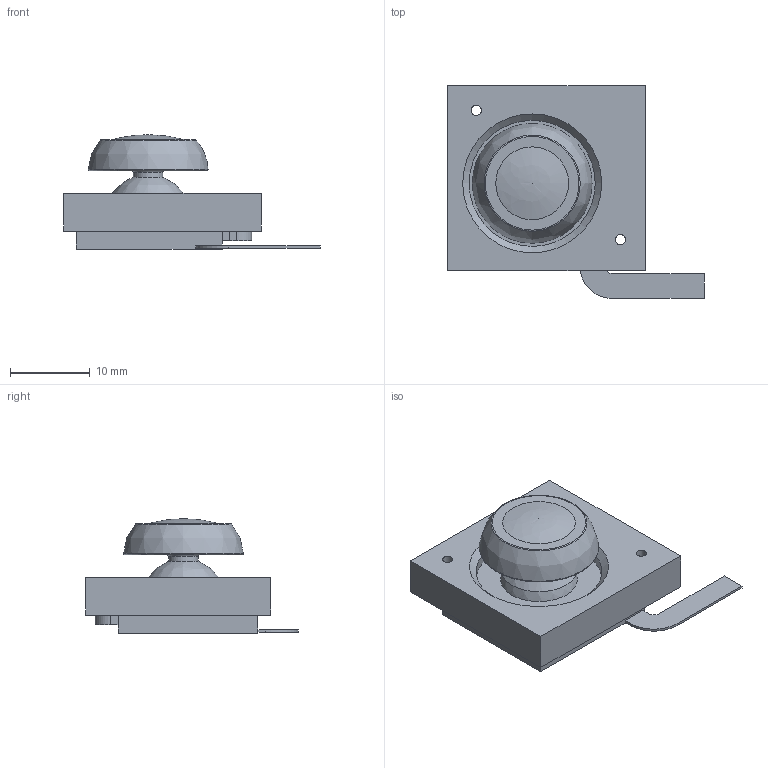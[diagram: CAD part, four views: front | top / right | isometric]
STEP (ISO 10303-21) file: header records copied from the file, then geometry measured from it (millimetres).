
FILE_DESCRIPTION(('FreeCAD Model'),'2;1');
FILE_NAME('Open CASCADE Shape Model','2025-07-21T07:04:05',(''),(''), 'Open CASCADE STEP processor 7.8','FreeCAD','Unknown');
FILE_SCHEMA(('AUTOMOTIVE_DESIGN { 1 0 10303 214 1 1 1 1 }'));
Length unit declared in the file: millimetre
Products named in the file (3): Unnamed; Part; Socket
Assembly tree (2 placements, depth 2):
  Unnamed
    Part
    Socket
Bounding box: 32.13 x 26.65 x 14.3 mm (x, y, z)
Volume: 3809.2 mm3; surface area: 3238 mm2
Topology: 2 solids, 2 shells, 61 faces, 149 edges, 98 vertices
Faces by surface type: plane 41, cylinder 12, bspline 4, torus 3, cone 1
Full cylindrical faces by diameter (mm): 1.271 x2, 1.6 x2, 3.7 x1, 15.789 x1
Entity records: 1964 total; most frequent: CARTESIAN_POINT 414, DIRECTION 312, ORIENTED_EDGE 296, EDGE_CURVE 148, AXIS2_PLACEMENT_3D 104, LINE 104, VECTOR 104, VERTEX_POINT 98
